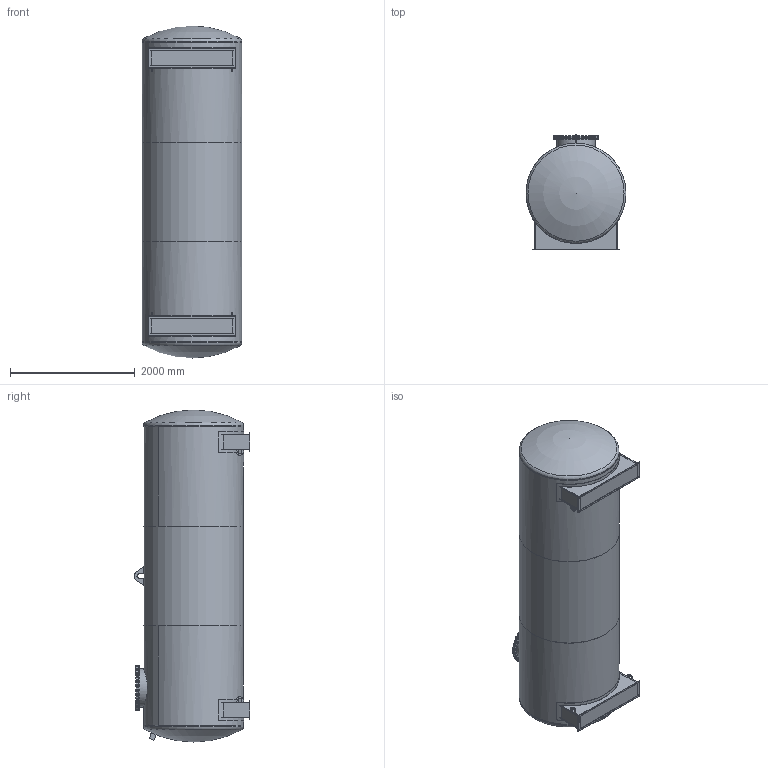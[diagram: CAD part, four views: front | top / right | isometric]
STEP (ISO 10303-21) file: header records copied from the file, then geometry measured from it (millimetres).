
FILE_DESCRIPTION((''),'2;1');
FILE_NAME('Behälter_6616_E_1600_010_100.stp','2013-02-11T11:46:31',('yh'),(''),'Autodesk Inventor 2012','Autodesk Inventor 2012','');
FILE_SCHEMA(('AUTOMOTIVE_DESIGN { 1 0 10303 214 1 1 1 1 }'));
Length unit declared in the file: millimetre
Products named in the file (1): Behälter_6616_E_1600_010_100_KV
Bounding box: 1600 x 1849.83 x 5315.51 mm (x, y, z)
Volume: 798928155.8 mm3; surface area: 63032694.1 mm2
Topology: 3 solids, 5 shells, 1115 faces, 2579 edges, 1638 vertices
Faces by surface type: plane 660, cone 288, cylinder 163, torus 2, sphere 2
Full cylindrical faces by diameter (mm): 16.647 x32, 18 x64, 24.8 x32, 598 x1, 610 x1, 660 x1, 720 x2, 1590 x3, 1600 x5
Entity records: 30443 total; most frequent: CARTESIAN_POINT 7030, ORIENTED_EDGE 4556, DIRECTION 4348, EDGE_CURVE 2278, AXIS2_PLACEMENT_3D 1740, EDGE_LOOP 1590, VERTEX_POINT 1568, FACE_OUTER_BOUND 1115
